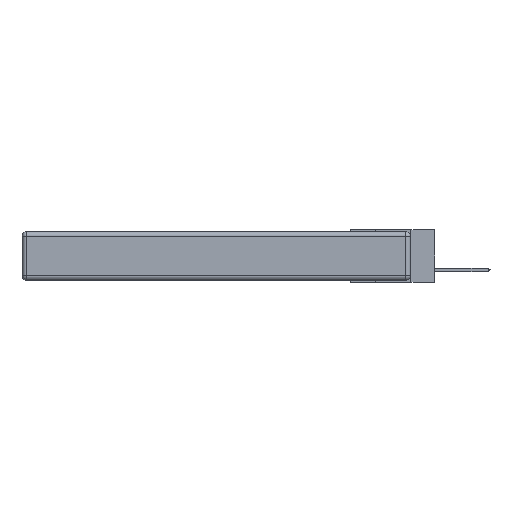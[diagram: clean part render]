
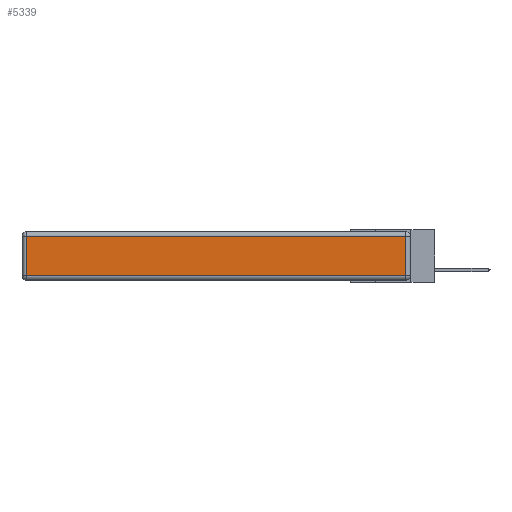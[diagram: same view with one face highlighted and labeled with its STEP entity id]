
A CAD part, left-side view. The second image highlights one B-rep face of the part: STEP entity #5339.
In plain terms, the highlighted planar face has unit normal (-1, 0, 0).
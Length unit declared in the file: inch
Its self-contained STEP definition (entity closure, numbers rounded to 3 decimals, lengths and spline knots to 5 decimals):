
#48 = LINE ( 'NONE', #2020, #9326 ) ;
#170 = DIRECTION ( 'NONE',  ( 0., 1., 0. ) ) ;
#831 = VERTEX_POINT ( 'NONE', #9953 ) ;
#909 = VECTOR ( 'NONE', #170, 39.37008 ) ;
#1324 = CARTESIAN_POINT ( 'NONE',  ( 0., 0., -0.343 ) ) ;
#2020 = CARTESIAN_POINT ( 'NONE',  ( 0., 0., -0.313 ) ) ;
#2248 = VERTEX_POINT ( 'NONE', #2762 ) ;
#2762 = CARTESIAN_POINT ( 'NONE',  ( 0., 2.72, -0.313 ) ) ;
#2945 = EDGE_LOOP ( 'NONE', ( #4691, #10974, #3650, #9899 ) ) ;
#3092 = DIRECTION ( 'NONE',  ( 0., 0., 1. ) ) ;
#3560 = EDGE_CURVE ( 'NONE', #2248, #831, #48, .T. ) ;
#3650 = ORIENTED_EDGE ( 'NONE', *, *, #9714, .T. ) ;
#3899 = AXIS2_PLACEMENT_3D ( 'NONE', #1324, #4919, #3092 ) ;
#4418 = DIRECTION ( 'NONE',  ( 0., 0., -1. ) ) ;
#4691 = ORIENTED_EDGE ( 'NONE', *, *, #3560, .T. ) ;
#4919 = DIRECTION ( 'NONE',  ( -1., 0., 0. ) ) ;
#5070 = FACE_OUTER_BOUND ( 'NONE', #2945, .T. ) ;
#5339 = ADVANCED_FACE ( 'NONE', ( #5070 ), #10510, .T. ) ;
#5839 = LINE ( 'NONE', #11414, #7130 ) ;
#6694 = DIRECTION ( 'NONE',  ( 0., -1., 0. ) ) ;
#6703 = VECTOR ( 'NONE', #4418, 39.37008 ) ;
#7130 = VECTOR ( 'NONE', #9655, 39.37008 ) ;
#7501 = VERTEX_POINT ( 'NONE', #9480 ) ;
#8191 = CARTESIAN_POINT ( 'NONE',  ( 0., 2.72, -0.343 ) ) ;
#8965 = EDGE_CURVE ( 'NONE', #10249, #2248, #11259, .T. ) ;
#9326 = VECTOR ( 'NONE', #6694, 39.37008 ) ;
#9480 = CARTESIAN_POINT ( 'NONE',  ( 0., 0.03, -0.03 ) ) ;
#9655 = DIRECTION ( 'NONE',  ( 0., 0., 1. ) ) ;
#9714 = EDGE_CURVE ( 'NONE', #7501, #10249, #9910, .T. ) ;
#9899 = ORIENTED_EDGE ( 'NONE', *, *, #8965, .T. ) ;
#9910 = LINE ( 'NONE', #10341, #909 ) ;
#9953 = CARTESIAN_POINT ( 'NONE',  ( 0., 0.03, -0.313 ) ) ;
#10203 = CARTESIAN_POINT ( 'NONE',  ( 0., 2.72, -0.03 ) ) ;
#10249 = VERTEX_POINT ( 'NONE', #10203 ) ;
#10341 = CARTESIAN_POINT ( 'NONE',  ( 0., 2.75, -0.03 ) ) ;
#10381 = EDGE_CURVE ( 'NONE', #831, #7501, #5839, .T. ) ;
#10510 = PLANE ( 'NONE',  #3899 ) ;
#10974 = ORIENTED_EDGE ( 'NONE', *, *, #10381, .T. ) ;
#11259 = LINE ( 'NONE', #8191, #6703 ) ;
#11414 = CARTESIAN_POINT ( 'NONE',  ( 0., 0.03, -0.343 ) ) ;
